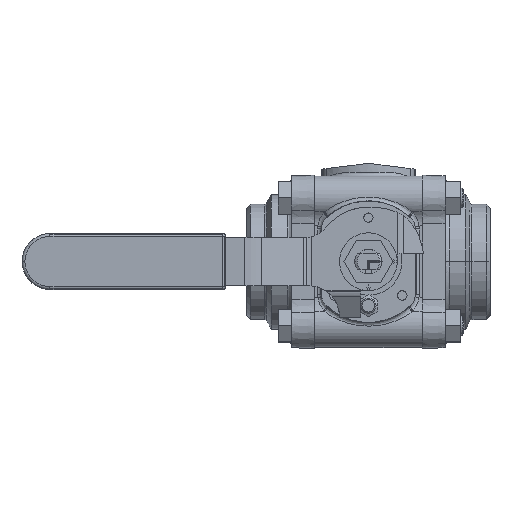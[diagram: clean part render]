
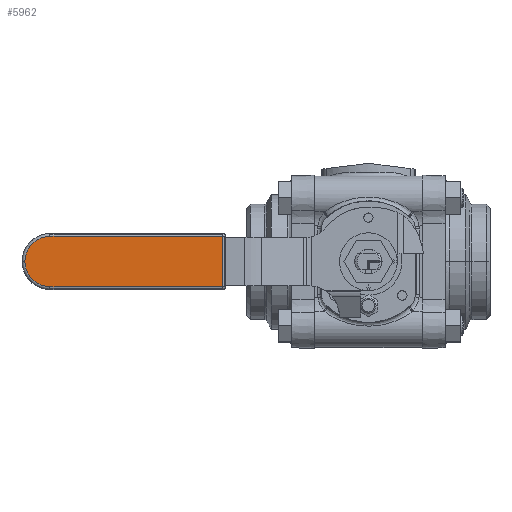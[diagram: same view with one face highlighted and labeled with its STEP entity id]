
A CAD part, top view. The second image highlights one B-rep face of the part: STEP entity #5962.
In plain terms, the highlighted planar face has unit normal (0, 0, 1).
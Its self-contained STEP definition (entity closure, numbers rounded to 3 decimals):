
#5166=CARTESIAN_POINT('',(-51.735,0.,7.882));
#5167=VERTEX_POINT('',#5166);
#5177=CARTESIAN_POINT('',(-38.612,13.123,7.882));
#5178=VERTEX_POINT('',#5177);
#5179=CARTESIAN_POINT('',(-38.612,0.0,7.882));
#5180=DIRECTION('',(0.0,0.0,-1.0));
#5181=DIRECTION('',(-1.0,0.0,0.0));
#5182=AXIS2_PLACEMENT_3D('',#5179,#5180,#5181);
#5183=CIRCLE('',#5182,13.123);
#5184=EDGE_CURVE('',#5167,#5178,#5183,.T.);
#5250=CARTESIAN_POINT('',(51.735,13.123,7.882));
#5251=VERTEX_POINT('',#5250);
#5252=CARTESIAN_POINT('',(-38.612,13.123,7.882));
#5253=DIRECTION('',(1.0,0.0,0.0));
#5254=VECTOR('',#5253,90.347);
#5255=LINE('',#5252,#5254);
#5256=EDGE_CURVE('',#5178,#5251,#5255,.T.);
#5308=CARTESIAN_POINT('',(-38.612,-13.123,7.882));
#5309=VERTEX_POINT('',#5308);
#5317=CARTESIAN_POINT('',(-38.612,0.0,7.882));
#5318=DIRECTION('',(0.0,0.0,-1.0));
#5319=DIRECTION('',(-1.0,0.0,0.0));
#5320=AXIS2_PLACEMENT_3D('',#5317,#5318,#5319);
#5321=CIRCLE('',#5320,13.123);
#5322=EDGE_CURVE('',#5309,#5167,#5321,.T.);
#5333=CARTESIAN_POINT('',(51.735,-13.123,7.882));
#5334=VERTEX_POINT('',#5333);
#5342=CARTESIAN_POINT('',(51.735,-13.123,7.882));
#5343=DIRECTION('',(-1.0,0.0,0.0));
#5344=VECTOR('',#5343,90.347);
#5345=LINE('',#5342,#5344);
#5346=EDGE_CURVE('',#5334,#5309,#5345,.T.);
#5894=CARTESIAN_POINT('',(51.735,13.123,7.882));
#5895=DIRECTION('',(0.0,-1.0,0.0));
#5896=VECTOR('',#5895,26.245);
#5897=LINE('',#5894,#5896);
#5898=EDGE_CURVE('',#5251,#5334,#5897,.T.);
#5950=CARTESIAN_POINT('',(53.235,0.0,7.882));
#5951=DIRECTION('',(0.0,0.0,1.0));
#5952=DIRECTION('',(1.0,0.0,0.0));
#5953=AXIS2_PLACEMENT_3D('',#5950,#5951,#5952);
#5954=PLANE('',#5953);
#5955=ORIENTED_EDGE('',*,*,#5346,.F.);
#5956=ORIENTED_EDGE('',*,*,#5898,.F.);
#5957=ORIENTED_EDGE('',*,*,#5256,.F.);
#5958=ORIENTED_EDGE('',*,*,#5184,.F.);
#5959=ORIENTED_EDGE('',*,*,#5322,.F.);
#5960=EDGE_LOOP('',(#5955,#5956,#5957,#5958,#5959));
#5961=FACE_OUTER_BOUND('',#5960,.T.);
#5962=ADVANCED_FACE('',(#5961),#5954,.T.);
